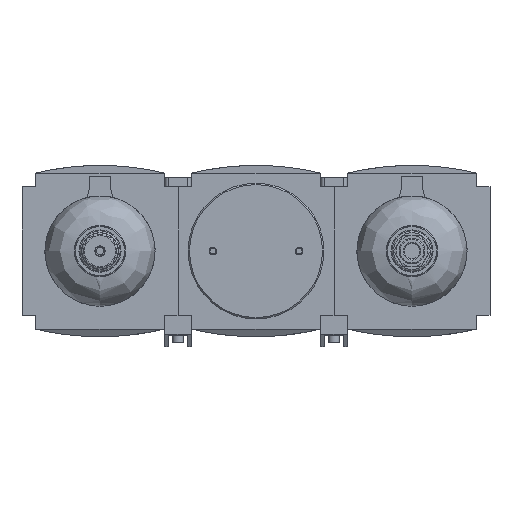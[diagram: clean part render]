
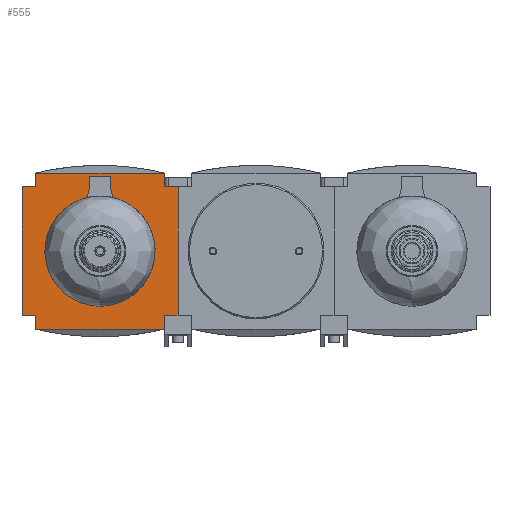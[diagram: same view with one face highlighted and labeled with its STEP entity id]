
A CAD part, front view. The second image highlights one B-rep face of the part: STEP entity #555.
In plain terms, the highlighted planar face has unit normal (0, -1, 0).
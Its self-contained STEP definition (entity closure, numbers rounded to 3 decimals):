
#555 = ADVANCED_FACE( '', ( #1787 ), #1788, .F. );
#1787 = FACE_OUTER_BOUND( '', #4389, .T. );
#1788 = PLANE( '', #4390 );
#4389 = EDGE_LOOP( '', ( #7220, #7221, #7222, #7223, #7224, #7225, #7226, #7227, #7228, #7229, #7230, #7231 ) );
#4390 = AXIS2_PLACEMENT_3D( '', #7232, #7233, #7234 );
#7220 = ORIENTED_EDGE( '', *, *, #16798, .F. );
#7221 = ORIENTED_EDGE( '', *, *, #16831, .F. );
#7222 = ORIENTED_EDGE( '', *, *, #16832, .F. );
#7223 = ORIENTED_EDGE( '', *, *, #16833, .T. );
#7224 = ORIENTED_EDGE( '', *, *, #16792, .F. );
#7225 = ORIENTED_EDGE( '', *, *, #16834, .T. );
#7226 = ORIENTED_EDGE( '', *, *, #16720, .F. );
#7227 = ORIENTED_EDGE( '', *, *, #16835, .T. );
#7228 = ORIENTED_EDGE( '', *, *, #16836, .T. );
#7229 = ORIENTED_EDGE( '', *, *, #16837, .F. );
#7230 = ORIENTED_EDGE( '', *, *, #16812, .F. );
#7231 = ORIENTED_EDGE( '', *, *, #16838, .T. );
#7232 = CARTESIAN_POINT( '', ( 0., -51., -103.36 ) );
#7233 = DIRECTION( '', ( 0., 1., 0. ) );
#7234 = DIRECTION( '', ( 0., 0., 1. ) );
#16720 = EDGE_CURVE( '', #19770, #19750, #19772, .T. );
#16792 = EDGE_CURVE( '', #19746, #19907, #19908, .T. );
#16798 = EDGE_CURVE( '', #19916, #19919, #19920, .T. );
#16812 = EDGE_CURVE( '', #19945, #19933, #19947, .T. );
#16831 = EDGE_CURVE( '', #19978, #19916, #19979, .T. );
#16832 = EDGE_CURVE( '', #19980, #19978, #19981, .T. );
#16833 = EDGE_CURVE( '', #19980, #19907, #19982, .T. );
#16834 = EDGE_CURVE( '', #19746, #19750, #19983, .T. );
#16835 = EDGE_CURVE( '', #19770, #19984, #19985, .T. );
#16836 = EDGE_CURVE( '', #19984, #19986, #19987, .T. );
#16837 = EDGE_CURVE( '', #19933, #19986, #19988, .T. );
#16838 = EDGE_CURVE( '', #19945, #19919, #19989, .T. );
#19746 = VERTEX_POINT( '', #24811 );
#19750 = VERTEX_POINT( '', #24816 );
#19770 = VERTEX_POINT( '', #24843 );
#19772 = LINE( '', #24846, #24847 );
#19907 = VERTEX_POINT( '', #25031 );
#19908 = LINE( '', #25032, #25033 );
#19916 = VERTEX_POINT( '', #25045 );
#19919 = VERTEX_POINT( '', #25049 );
#19920 = LINE( '', #25050, #25051 );
#19933 = VERTEX_POINT( '', #25070 );
#19945 = VERTEX_POINT( '', #25088 );
#19947 = LINE( '', #25091, #25092 );
#19978 = VERTEX_POINT( '', #25137 );
#19979 = LINE( '', #25138, #25139 );
#19980 = VERTEX_POINT( '', #25140 );
#19981 = LINE( '', #25141, #25142 );
#19982 = LINE( '', #25143, #25144 );
#19983 = LINE( '', #25145, #25146 );
#19984 = VERTEX_POINT( '', #25147 );
#19985 = LINE( '', #25148, #25149 );
#19986 = VERTEX_POINT( '', #25150 );
#19987 = LINE( '', #25151, #25152 );
#19988 = LINE( '', #25153, #25154 );
#19989 = LINE( '', #25155, #25156 );
#24811 = CARTESIAN_POINT( '', ( 35., -51., 42.5 ) );
#24816 = CARTESIAN_POINT( '', ( -35., -51., 42.5 ) );
#24843 = CARTESIAN_POINT( '', ( -35., -51., 35. ) );
#24846 = CARTESIAN_POINT( '', ( -35., -51., -42.5 ) );
#24847 = VECTOR( '', #34014, 1000. );
#25031 = CARTESIAN_POINT( '', ( 35., -51., 35. ) );
#25032 = CARTESIAN_POINT( '', ( 35., -51., 42.5 ) );
#25033 = VECTOR( '', #34130, 1000. );
#25045 = CARTESIAN_POINT( '', ( 35., -51., -35. ) );
#25049 = CARTESIAN_POINT( '', ( 35., -51., -42.5 ) );
#25050 = CARTESIAN_POINT( '', ( 35., -51., 42.5 ) );
#25051 = VECTOR( '', #34136, 1000. );
#25070 = CARTESIAN_POINT( '', ( -35., -51., -35. ) );
#25088 = CARTESIAN_POINT( '', ( -35., -51., -42.5 ) );
#25091 = CARTESIAN_POINT( '', ( -35., -51., -42.5 ) );
#25092 = VECTOR( '', #34150, 1000. );
#25137 = CARTESIAN_POINT( '', ( 42.5, -51., -35. ) );
#25138 = CARTESIAN_POINT( '', ( 42.5, -51., -35. ) );
#25139 = VECTOR( '', #34177, 1000. );
#25140 = CARTESIAN_POINT( '', ( 42.5, -51., 35. ) );
#25141 = CARTESIAN_POINT( '', ( 42.5, -51., 35. ) );
#25142 = VECTOR( '', #34178, 1000. );
#25143 = CARTESIAN_POINT( '', ( 42.5, -51., 35. ) );
#25144 = VECTOR( '', #34179, 1000. );
#25145 = CARTESIAN_POINT( '', ( 0., -51., 42.5 ) );
#25146 = VECTOR( '', #34180, 1000. );
#25147 = CARTESIAN_POINT( '', ( -42.5, -51., 35. ) );
#25148 = CARTESIAN_POINT( '', ( 42.5, -51., 35. ) );
#25149 = VECTOR( '', #34181, 1000. );
#25150 = CARTESIAN_POINT( '', ( -42.5, -51., -35. ) );
#25151 = CARTESIAN_POINT( '', ( -42.5, -51., 35. ) );
#25152 = VECTOR( '', #34182, 1000. );
#25153 = CARTESIAN_POINT( '', ( 42.5, -51., -35. ) );
#25154 = VECTOR( '', #34183, 1000. );
#25155 = CARTESIAN_POINT( '', ( 0., -51., -42.5 ) );
#25156 = VECTOR( '', #34184, 1000. );
#34014 = DIRECTION( '', ( 0., 0., 1. ) );
#34130 = DIRECTION( '', ( 0., 0., -1. ) );
#34136 = DIRECTION( '', ( 0., 0., -1. ) );
#34150 = DIRECTION( '', ( 0., 0., 1. ) );
#34177 = DIRECTION( '', ( -1., 0., 0. ) );
#34178 = DIRECTION( '', ( 0., 0., -1. ) );
#34179 = DIRECTION( '', ( -1., 0., 0. ) );
#34180 = DIRECTION( '', ( -1., 0., 0. ) );
#34181 = DIRECTION( '', ( -1., 0., 0. ) );
#34182 = DIRECTION( '', ( 0., 0., -1. ) );
#34183 = DIRECTION( '', ( -1., 0., 0. ) );
#34184 = DIRECTION( '', ( 1., 0., 0. ) );
